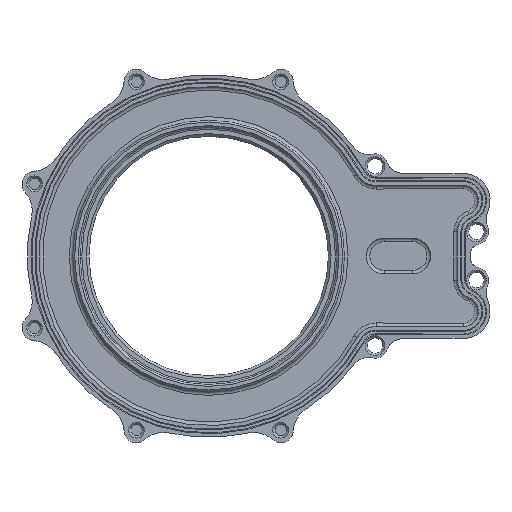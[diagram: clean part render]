
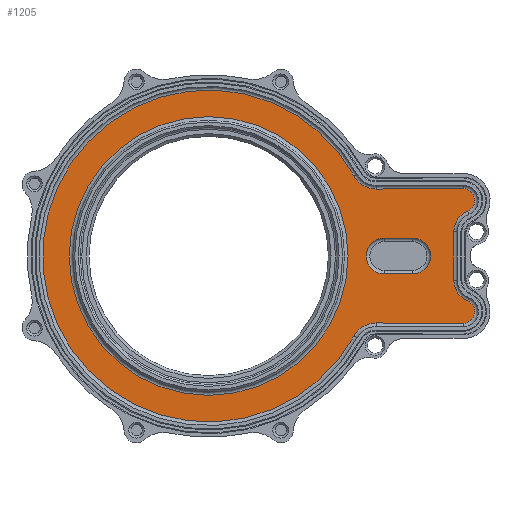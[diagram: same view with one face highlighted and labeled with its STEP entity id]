
A CAD part, front view. The second image highlights one B-rep face of the part: STEP entity #1205.
In plain terms, the highlighted planar face has unit normal (0, -1, 0).
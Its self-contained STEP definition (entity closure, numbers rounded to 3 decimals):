
#1205=ADVANCED_FACE('',(#3340,#3342,#3344),#3346,.F.);
#3340=FACE_BOUND('',#3341,.T.);
#3341=EDGE_LOOP('',(#9765,#9766,#9767,#9768,#9769,#9770,#9771,#9772,#9773,#9774));
#3342=FACE_BOUND('',#3343,.T.);
#3343=EDGE_LOOP('',(#9775));
#3344=FACE_BOUND('',#3345,.T.);
#3345=EDGE_LOOP('',(#9776,#9777,#9778,#9779));
#3346=PLANE('',#3347);
#3347=AXIS2_PLACEMENT_3D('',#3348,#3349,#3350);
#3348=CARTESIAN_POINT('',(0.,-141.,0.));
#3349=DIRECTION('',(0.,1.,0.));
#3350=DIRECTION('',(-1.,0.,0.));
#9765=ORIENTED_EDGE('',*,*,#10700,.F.);
#9766=ORIENTED_EDGE('',*,*,#10701,.F.);
#9767=ORIENTED_EDGE('',*,*,#10702,.F.);
#9768=ORIENTED_EDGE('',*,*,#10703,.F.);
#9769=ORIENTED_EDGE('',*,*,#10704,.F.);
#9770=ORIENTED_EDGE('',*,*,#10705,.F.);
#9771=ORIENTED_EDGE('',*,*,#10706,.F.);
#9772=ORIENTED_EDGE('',*,*,#10707,.F.);
#9773=ORIENTED_EDGE('',*,*,#10708,.F.);
#9774=ORIENTED_EDGE('',*,*,#10709,.F.);
#9775=ORIENTED_EDGE('',*,*,#10710,.F.);
#9776=ORIENTED_EDGE('',*,*,#10711,.T.);
#9777=ORIENTED_EDGE('',*,*,#10712,.T.);
#9778=ORIENTED_EDGE('',*,*,#10713,.T.);
#9779=ORIENTED_EDGE('',*,*,#10714,.T.);
#10700=EDGE_CURVE('',#11565,#11566,#11567,.T.);
#10701=EDGE_CURVE('',#11568,#11565,#11569,.F.);
#10702=EDGE_CURVE('',#11570,#11568,#11571,.F.);
#10703=EDGE_CURVE('',#11572,#11570,#11573,.T.);
#10704=EDGE_CURVE('',#11574,#11572,#11575,.F.);
#10705=EDGE_CURVE('',#11576,#11574,#11577,.F.);
#10706=EDGE_CURVE('',#11578,#11576,#11579,.F.);
#10707=EDGE_CURVE('',#11580,#11578,#11581,.T.);
#10708=EDGE_CURVE('',#11582,#11580,#11583,.F.);
#10709=EDGE_CURVE('',#11566,#11582,#11584,.F.);
#10710=EDGE_CURVE('',#11585,#11585,#11586,.T.);
#10711=EDGE_CURVE('',#11587,#11588,#11589,.F.);
#10712=EDGE_CURVE('',#11588,#11590,#11591,.T.);
#10713=EDGE_CURVE('',#11590,#11592,#11593,.F.);
#10714=EDGE_CURVE('',#11592,#11587,#11594,.T.);
#11565=VERTEX_POINT('',#14101);
#11566=VERTEX_POINT('',#14102);
#11567=LINE('',#14103,#14104);
#11568=VERTEX_POINT('',#14106);
#11569=CIRCLE('',#14107,6.3);
#11570=VERTEX_POINT('',#14111);
#11571=CIRCLE('',#14112,3.25);
#11572=VERTEX_POINT('',#14116);
#11573=LINE('',#14117,#14118);
#11574=VERTEX_POINT('',#14120);
#11575=CIRCLE('',#14121,7.);
#11576=VERTEX_POINT('',#14125);
#11577=CIRCLE('',#14126,46.45);
#11578=VERTEX_POINT('',#14130);
#11579=CIRCLE('',#14131,7.);
#11580=VERTEX_POINT('',#14135);
#11581=LINE('',#14136,#14137);
#11582=VERTEX_POINT('',#14139);
#11583=CIRCLE('',#14140,3.25);
#11584=CIRCLE('',#14144,6.3);
#11585=VERTEX_POINT('',#14148);
#11586=CIRCLE('',#14149,39.);
#11587=VERTEX_POINT('',#14153);
#11588=VERTEX_POINT('',#14154);
#11589=CIRCLE('',#14155,5.);
#11590=VERTEX_POINT('',#14159);
#11591=LINE('',#14160,#14161);
#11592=VERTEX_POINT('',#14163);
#11593=CIRCLE('',#14164,5.);
#11594=LINE('',#14168,#14169);
#14101=CARTESIAN_POINT('',(78.606,-141.,16.751));
#14102=CARTESIAN_POINT('',(78.606,-141.,3.249));
#14103=CARTESIAN_POINT('',(78.606,-141.,16.751));
#14104=VECTOR('',#14105,1.);
#14105=DIRECTION('',(0.,0.,-1.));
#14106=CARTESIAN_POINT('',(82.467,-141.,22.56));
#14107=AXIS2_PLACEMENT_3D('',#14108,#14109,#14110);
#14108=CARTESIAN_POINT('',(84.906,-141.,16.751));
#14109=DIRECTION('',(0.,1.,0.));
#14110=DIRECTION('',(-1.,0.,0.));
#14111=CARTESIAN_POINT('',(81.21,-141.,28.806));
#14112=AXIS2_PLACEMENT_3D('',#14113,#14114,#14115);
#14113=CARTESIAN_POINT('',(81.209,-141.,25.556));
#14114=DIRECTION('',(0.,-1.,0.));
#14115=DIRECTION('',(0.387,0.,-0.922));
#14116=CARTESIAN_POINT('',(56.859,-141.,28.745));
#14117=CARTESIAN_POINT('',(56.859,-141.,28.745));
#14118=VECTOR('',#14119,1.);
#14119=DIRECTION('',(1.,0.,0.003));
#14120=CARTESIAN_POINT('',(50.707,-141.,32.373));
#14121=AXIS2_PLACEMENT_3D('',#14122,#14123,#14124);
#14122=CARTESIAN_POINT('',(56.841,-141.,35.745));
#14123=DIRECTION('',(0.,1.,0.));
#14124=DIRECTION('',(0.003,0.,-1.));
#14125=CARTESIAN_POINT('',(50.707,-141.,-12.373));
#14126=AXIS2_PLACEMENT_3D('',#14127,#14128,#14129);
#14127=CARTESIAN_POINT('',(10.,-141.,10.));
#14128=DIRECTION('',(0.,-1.,0.));
#14129=DIRECTION('',(0.876,0.,0.482));
#14130=CARTESIAN_POINT('',(56.859,-141.,-8.745));
#14131=AXIS2_PLACEMENT_3D('',#14132,#14133,#14134);
#14132=CARTESIAN_POINT('',(56.841,-141.,-15.745));
#14133=DIRECTION('',(0.,1.,0.));
#14134=DIRECTION('',(-0.876,0.,0.482));
#14135=CARTESIAN_POINT('',(81.21,-141.,-8.806));
#14136=CARTESIAN_POINT('',(81.21,-141.,-8.806));
#14137=VECTOR('',#14138,1.);
#14138=DIRECTION('',(-1.,0.,0.003));
#14139=CARTESIAN_POINT('',(82.467,-141.,-2.56));
#14140=AXIS2_PLACEMENT_3D('',#14141,#14142,#14143);
#14141=CARTESIAN_POINT('',(81.209,-141.,-5.556));
#14142=DIRECTION('',(0.,-1.,0.));
#14143=DIRECTION('',(0.,0.,-1.));
#14144=AXIS2_PLACEMENT_3D('',#14145,#14146,#14147);
#14145=CARTESIAN_POINT('',(84.906,-141.,3.249));
#14146=DIRECTION('',(0.,1.,0.));
#14147=DIRECTION('',(-0.387,0.,-0.922));
#14148=CARTESIAN_POINT('',(-29.,-141.,10.));
#14149=AXIS2_PLACEMENT_3D('',#14150,#14151,#14152);
#14150=CARTESIAN_POINT('',(10.,-141.,10.));
#14151=DIRECTION('',(0.,-1.,0.));
#14152=DIRECTION('',(-1.,0.,0.));
#14153=CARTESIAN_POINT('',(67.098,-141.,15.));
#14154=CARTESIAN_POINT('',(67.098,-141.,5.));
#14155=AXIS2_PLACEMENT_3D('',#14156,#14157,#14158);
#14156=CARTESIAN_POINT('',(67.098,-141.,10.));
#14157=DIRECTION('',(0.,-1.,0.));
#14158=DIRECTION('',(0.,0.,-1.));
#14159=CARTESIAN_POINT('',(59.098,-141.,5.));
#14160=CARTESIAN_POINT('',(67.098,-141.,5.));
#14161=VECTOR('',#14162,1.);
#14162=DIRECTION('',(-1.,0.,0.));
#14163=CARTESIAN_POINT('',(59.098,-141.,15.));
#14164=AXIS2_PLACEMENT_3D('',#14165,#14166,#14167);
#14165=CARTESIAN_POINT('',(59.098,-141.,10.));
#14166=DIRECTION('',(0.,-1.,0.));
#14167=DIRECTION('',(0.,0.,1.));
#14168=CARTESIAN_POINT('',(59.098,-141.,15.));
#14169=VECTOR('',#14170,1.);
#14170=DIRECTION('',(1.,0.,0.));
